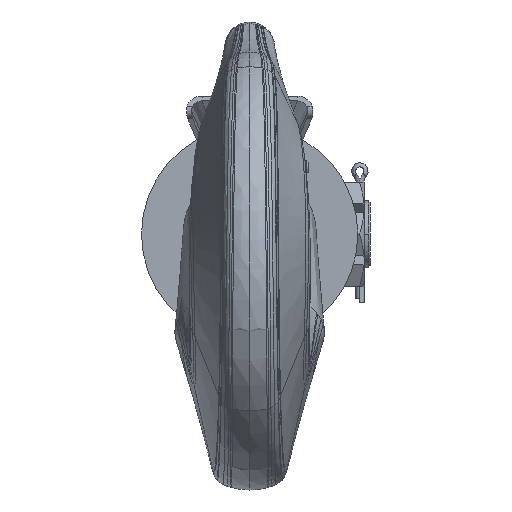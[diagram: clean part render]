
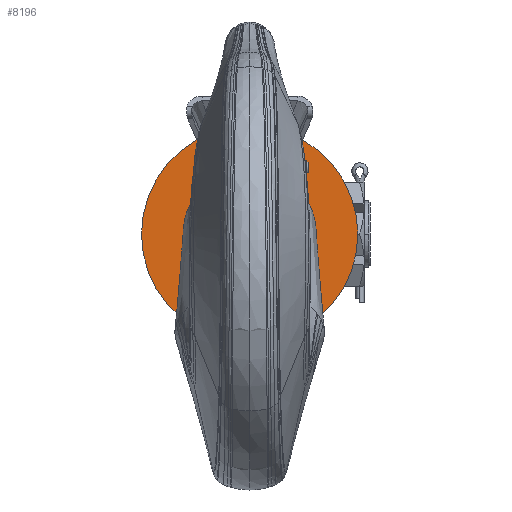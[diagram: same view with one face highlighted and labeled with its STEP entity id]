
A CAD part, front view. The second image highlights one B-rep face of the part: STEP entity #8196.
In plain terms, the highlighted planar face has unit normal (0, -1, 0).
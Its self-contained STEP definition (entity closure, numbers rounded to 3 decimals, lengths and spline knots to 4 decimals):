
#681=CARTESIAN_POINT('',(0.,-11.3125,0.));
#682=DIRECTION('',(0.,1.,0.));
#683=DIRECTION('',(1.,0.,0.));
#684=AXIS2_PLACEMENT_3D('',#681,#682,#683);
#686=CARTESIAN_POINT('',(0.,-11.3125,0.));
#687=DIRECTION('',(0.,1.,0.));
#688=DIRECTION('',(-1.,0.,0.));
#689=AXIS2_PLACEMENT_3D('',#686,#687,#688);
#691=CARTESIAN_POINT('',(0.,-11.3125,0.));
#692=DIRECTION('',(0.,1.,0.));
#693=DIRECTION('',(1.,0.,0.));
#694=AXIS2_PLACEMENT_3D('',#691,#692,#693);
#709=CARTESIAN_POINT('',(0.,-11.3125,0.));
#710=DIRECTION('',(0.,1.,0.));
#711=DIRECTION('',(-1.,0.,0.));
#712=AXIS2_PLACEMENT_3D('',#709,#710,#711);
#6668=CARTESIAN_POINT('',(3.25,-11.3125,0.));
#6669=CARTESIAN_POINT('',(-3.25,-11.3125,0.));
#6670=VERTEX_POINT('',#6668);
#6671=VERTEX_POINT('',#6669);
#6680=CARTESIAN_POINT('',(-1.395,-11.3125,0.));
#6681=CARTESIAN_POINT('',(1.395,-11.3125,0.));
#6682=VERTEX_POINT('',#6680);
#6683=VERTEX_POINT('',#6681);
#8181=CARTESIAN_POINT('',(0.,-11.3125,0.));
#8182=DIRECTION('',(0.,1.,0.));
#8183=DIRECTION('',(1.,0.,0.));
#8184=AXIS2_PLACEMENT_3D('',#8181,#8182,#8183);
#8185=PLANE('',#8184);
#8186=ORIENTED_EDGE('',*,*,#8173,.T.);
#8187=ORIENTED_EDGE('',*,*,#7719,.T.);
#8188=EDGE_LOOP('',(#8186,#8187));
#8189=FACE_OUTER_BOUND('',#8188,.F.);
#8191=ORIENTED_EDGE('',*,*,#8190,.F.);
#8193=ORIENTED_EDGE('',*,*,#8192,.F.);
#8194=EDGE_LOOP('',(#8191,#8193));
#8195=FACE_BOUND('',#8194,.F.);
#8196=ADVANCED_FACE('',(#8189,#8195),#8185,.F.);
#685=CIRCLE('',#684,3.25);
#690=CIRCLE('',#689,3.25);
#695=CIRCLE('',#694,1.395);
#713=CIRCLE('',#712,1.395);
#7719=EDGE_CURVE('',#6671,#6670,#690,.T.);
#8173=EDGE_CURVE('',#6670,#6671,#685,.T.);
#8190=EDGE_CURVE('',#6683,#6682,#695,.T.);
#8192=EDGE_CURVE('',#6682,#6683,#713,.T.);
